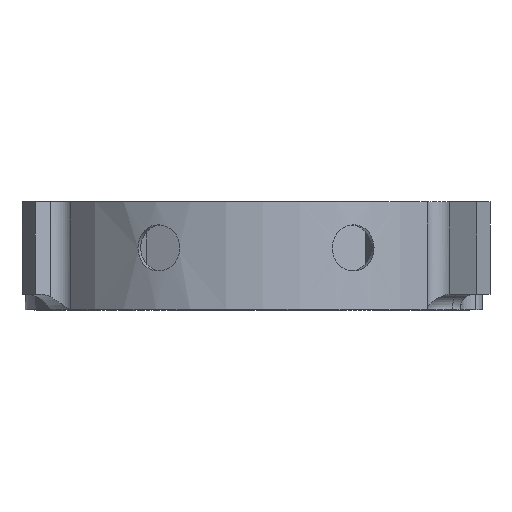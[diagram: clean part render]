
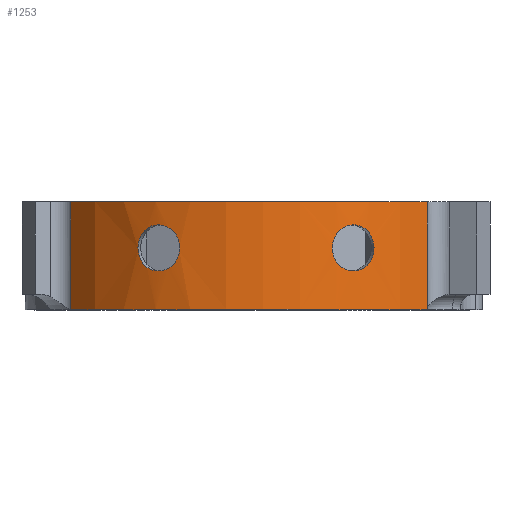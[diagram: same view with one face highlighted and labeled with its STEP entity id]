
A CAD part, top view. The second image highlights one B-rep face of the part: STEP entity #1253.
In plain terms, the highlighted cylindrical face has radius 15 mm (diameter 30 mm), a partial arc.
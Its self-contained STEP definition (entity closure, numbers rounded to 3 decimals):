
#15=FACE_BOUND('',#373,.T.);
#16=FACE_BOUND('',#374,.T.);
#35=CYLINDRICAL_SURFACE('',#1368,15.);
#82=LINE('',#2145,#179);
#92=LINE('',#2181,#189);
#179=VECTOR('',#1581,10.);
#189=VECTOR('',#1613,10.);
#304=FACE_OUTER_BOUND('',#372,.T.);
#372=EDGE_LOOP('',(#959,#960,#961,#962));
#373=EDGE_LOOP('',(#963,#964));
#374=EDGE_LOOP('',(#965,#966));
#427=B_SPLINE_CURVE_WITH_KNOTS('',3,(#1918,#1919,#1920,#1921,#1922,#1923,
#1924,#1925,#1926,#1927,#1928,#1929,#1930,#1931,#1932,#1933,#1934,#1935),
 .UNSPECIFIED.,.F.,.F.,(4,2,2,2,2,2,2,2,4),(0.,0.057,0.113,
0.17,0.226,0.283,0.339,
0.396,0.452),.UNSPECIFIED.);
#428=B_SPLINE_CURVE_WITH_KNOTS('',3,(#1936,#1937,#1938,#1939,#1940,#1941,
#1942,#1943,#1944,#1945,#1946,#1947,#1948,#1949,#1950,#1951,#1952,#1953),
 .UNSPECIFIED.,.F.,.F.,(4,2,2,2,2,2,2,2,4),(0.452,0.509,
0.565,0.622,0.679,0.735,
0.792,0.848,0.905),.UNSPECIFIED.);
#429=B_SPLINE_CURVE_WITH_KNOTS('',3,(#1960,#1961,#1962,#1963,#1964,#1965,
#1966,#1967,#1968,#1969,#1970,#1971,#1972,#1973,#1974,#1975,#1976,#1977),
 .UNSPECIFIED.,.F.,.F.,(4,2,2,2,2,2,2,2,4),(0.,0.057,0.113,
0.17,0.226,0.283,0.339,
0.396,0.452),.UNSPECIFIED.);
#430=B_SPLINE_CURVE_WITH_KNOTS('',3,(#1978,#1979,#1980,#1981,#1982,#1983,
#1984,#1985,#1986,#1987,#1988,#1989,#1990,#1991,#1992,#1993,#1994,#1995),
 .UNSPECIFIED.,.F.,.F.,(4,2,2,2,2,2,2,2,4),(0.452,0.509,
0.565,0.622,0.679,0.735,
0.792,0.848,0.905),.UNSPECIFIED.);
#471=CIRCLE('',#1369,15.);
#472=CIRCLE('',#1370,15.);
#530=VERTEX_POINT('',#1915);
#531=VERTEX_POINT('',#1917);
#533=VERTEX_POINT('',#1957);
#534=VERTEX_POINT('',#1959);
#568=VERTEX_POINT('',#2130);
#570=VERTEX_POINT('',#2144);
#578=VERTEX_POINT('',#2178);
#579=VERTEX_POINT('',#2180);
#661=EDGE_CURVE('',#531,#530,#427,.T.);
#662=EDGE_CURVE('',#530,#531,#428,.T.);
#665=EDGE_CURVE('',#534,#533,#429,.T.);
#666=EDGE_CURVE('',#533,#534,#430,.T.);
#713=EDGE_CURVE('',#568,#570,#82,.T.);
#728=EDGE_CURVE('',#568,#578,#471,.T.);
#729=EDGE_CURVE('',#578,#579,#92,.T.);
#730=EDGE_CURVE('',#570,#579,#472,.T.);
#959=ORIENTED_EDGE('',*,*,#713,.F.);
#960=ORIENTED_EDGE('',*,*,#728,.T.);
#961=ORIENTED_EDGE('',*,*,#729,.T.);
#962=ORIENTED_EDGE('',*,*,#730,.F.);
#963=ORIENTED_EDGE('',*,*,#661,.T.);
#964=ORIENTED_EDGE('',*,*,#662,.T.);
#965=ORIENTED_EDGE('',*,*,#665,.T.);
#966=ORIENTED_EDGE('',*,*,#666,.T.);
#1253=ADVANCED_FACE('',(#304,#15,#16),#35,.T.);
#1368=AXIS2_PLACEMENT_3D('',#2177,#1609,#1610);
#1369=AXIS2_PLACEMENT_3D('',#2179,#1611,#1612);
#1370=AXIS2_PLACEMENT_3D('',#2182,#1614,#1615);
#1581=DIRECTION('',(0.,1.,0.));
#1609=DIRECTION('center_axis',(0.,1.,0.));
#1610=DIRECTION('ref_axis',(1.,0.,0.));
#1611=DIRECTION('center_axis',(0.,1.,0.));
#1612=DIRECTION('ref_axis',(1.,0.,0.));
#1613=DIRECTION('',(0.,1.,0.));
#1614=DIRECTION('center_axis',(0.,1.,0.));
#1615=DIRECTION('ref_axis',(1.,0.,0.));
#1915=CARTESIAN_POINT('',(4.948,4.,14.16));
#1917=CARTESIAN_POINT('',(7.667,4.,12.893));
#1918=CARTESIAN_POINT('Ctrl Pts',(7.667,4.,12.893));
#1919=CARTESIAN_POINT('Ctrl Pts',(7.667,3.812,12.893));
#1920=CARTESIAN_POINT('Ctrl Pts',(7.634,3.611,12.912));
#1921=CARTESIAN_POINT('Ctrl Pts',(7.502,3.241,12.99));
#1922=CARTESIAN_POINT('Ctrl Pts',(7.401,3.072,13.048));
#1923=CARTESIAN_POINT('Ctrl Pts',(7.168,2.806,13.177));
#1924=CARTESIAN_POINT('Ctrl Pts',(7.019,2.691,13.257));
#1925=CARTESIAN_POINT('Ctrl Pts',(6.691,2.538,13.426));
#1926=CARTESIAN_POINT('Ctrl Pts',(6.51,2.5,13.515));
#1927=CARTESIAN_POINT('Ctrl Pts',(6.168,2.5,13.674));
#1928=CARTESIAN_POINT('Ctrl Pts',(5.985,2.538,13.756));
#1929=CARTESIAN_POINT('Ctrl Pts',(5.644,2.691,13.899));
#1930=CARTESIAN_POINT('Ctrl Pts',(5.487,2.806,13.961));
#1931=CARTESIAN_POINT('Ctrl Pts',(5.237,3.072,14.057));
#1932=CARTESIAN_POINT('Ctrl Pts',(5.129,3.241,14.096));
#1933=CARTESIAN_POINT('Ctrl Pts',(4.984,3.611,14.148));
#1934=CARTESIAN_POINT('Ctrl Pts',(4.948,3.812,14.16));
#1935=CARTESIAN_POINT('Ctrl Pts',(4.948,4.,14.16));
#1936=CARTESIAN_POINT('Ctrl Pts',(4.948,4.,14.16));
#1937=CARTESIAN_POINT('Ctrl Pts',(4.948,4.188,14.16));
#1938=CARTESIAN_POINT('Ctrl Pts',(4.984,4.389,14.148));
#1939=CARTESIAN_POINT('Ctrl Pts',(5.129,4.759,14.096));
#1940=CARTESIAN_POINT('Ctrl Pts',(5.237,4.928,14.057));
#1941=CARTESIAN_POINT('Ctrl Pts',(5.487,5.194,13.961));
#1942=CARTESIAN_POINT('Ctrl Pts',(5.644,5.309,13.899));
#1943=CARTESIAN_POINT('Ctrl Pts',(5.985,5.462,13.756));
#1944=CARTESIAN_POINT('Ctrl Pts',(6.168,5.5,13.674));
#1945=CARTESIAN_POINT('Ctrl Pts',(6.51,5.5,13.515));
#1946=CARTESIAN_POINT('Ctrl Pts',(6.691,5.462,13.426));
#1947=CARTESIAN_POINT('Ctrl Pts',(7.019,5.309,13.257));
#1948=CARTESIAN_POINT('Ctrl Pts',(7.168,5.194,13.177));
#1949=CARTESIAN_POINT('Ctrl Pts',(7.401,4.928,13.048));
#1950=CARTESIAN_POINT('Ctrl Pts',(7.502,4.759,12.99));
#1951=CARTESIAN_POINT('Ctrl Pts',(7.634,4.389,12.912));
#1952=CARTESIAN_POINT('Ctrl Pts',(7.667,4.188,12.893));
#1953=CARTESIAN_POINT('Ctrl Pts',(7.667,4.,12.893));
#1957=CARTESIAN_POINT('',(-7.667,4.,12.893));
#1959=CARTESIAN_POINT('',(-4.948,4.,14.16));
#1960=CARTESIAN_POINT('Ctrl Pts',(-4.948,4.,14.16));
#1961=CARTESIAN_POINT('Ctrl Pts',(-4.948,3.812,14.16));
#1962=CARTESIAN_POINT('Ctrl Pts',(-4.984,3.611,14.148));
#1963=CARTESIAN_POINT('Ctrl Pts',(-5.129,3.241,14.096));
#1964=CARTESIAN_POINT('Ctrl Pts',(-5.237,3.072,14.057));
#1965=CARTESIAN_POINT('Ctrl Pts',(-5.487,2.806,13.961));
#1966=CARTESIAN_POINT('Ctrl Pts',(-5.644,2.691,13.899));
#1967=CARTESIAN_POINT('Ctrl Pts',(-5.985,2.538,13.756));
#1968=CARTESIAN_POINT('Ctrl Pts',(-6.168,2.5,13.674));
#1969=CARTESIAN_POINT('Ctrl Pts',(-6.51,2.5,13.515));
#1970=CARTESIAN_POINT('Ctrl Pts',(-6.691,2.538,13.426));
#1971=CARTESIAN_POINT('Ctrl Pts',(-7.019,2.691,13.257));
#1972=CARTESIAN_POINT('Ctrl Pts',(-7.168,2.806,13.177));
#1973=CARTESIAN_POINT('Ctrl Pts',(-7.401,3.072,13.048));
#1974=CARTESIAN_POINT('Ctrl Pts',(-7.502,3.241,12.99));
#1975=CARTESIAN_POINT('Ctrl Pts',(-7.634,3.611,12.912));
#1976=CARTESIAN_POINT('Ctrl Pts',(-7.667,3.812,12.893));
#1977=CARTESIAN_POINT('Ctrl Pts',(-7.667,4.,12.893));
#1978=CARTESIAN_POINT('Ctrl Pts',(-7.667,4.,12.893));
#1979=CARTESIAN_POINT('Ctrl Pts',(-7.667,4.188,12.893));
#1980=CARTESIAN_POINT('Ctrl Pts',(-7.634,4.389,12.912));
#1981=CARTESIAN_POINT('Ctrl Pts',(-7.502,4.759,12.99));
#1982=CARTESIAN_POINT('Ctrl Pts',(-7.401,4.928,13.048));
#1983=CARTESIAN_POINT('Ctrl Pts',(-7.168,5.194,13.177));
#1984=CARTESIAN_POINT('Ctrl Pts',(-7.019,5.309,13.257));
#1985=CARTESIAN_POINT('Ctrl Pts',(-6.691,5.462,13.426));
#1986=CARTESIAN_POINT('Ctrl Pts',(-6.51,5.5,13.515));
#1987=CARTESIAN_POINT('Ctrl Pts',(-6.168,5.5,13.674));
#1988=CARTESIAN_POINT('Ctrl Pts',(-5.985,5.462,13.756));
#1989=CARTESIAN_POINT('Ctrl Pts',(-5.644,5.309,13.899));
#1990=CARTESIAN_POINT('Ctrl Pts',(-5.487,5.194,13.961));
#1991=CARTESIAN_POINT('Ctrl Pts',(-5.237,4.928,14.057));
#1992=CARTESIAN_POINT('Ctrl Pts',(-5.129,4.759,14.096));
#1993=CARTESIAN_POINT('Ctrl Pts',(-4.984,4.389,14.148));
#1994=CARTESIAN_POINT('Ctrl Pts',(-4.948,4.188,14.16));
#1995=CARTESIAN_POINT('Ctrl Pts',(-4.948,4.,14.16));
#2130=CARTESIAN_POINT('',(-12.034,0.,8.954));
#2144=CARTESIAN_POINT('',(-12.034,7.,8.954));
#2145=CARTESIAN_POINT('',(-12.034,0.,8.954));
#2177=CARTESIAN_POINT('Origin',(0.,0.,0.));
#2178=CARTESIAN_POINT('',(11.121,0.,10.066));
#2179=CARTESIAN_POINT('Origin',(0.,0.,0.));
#2180=CARTESIAN_POINT('',(11.121,7.,10.066));
#2181=CARTESIAN_POINT('',(11.121,0.,10.066));
#2182=CARTESIAN_POINT('Origin',(0.,7.,0.));
